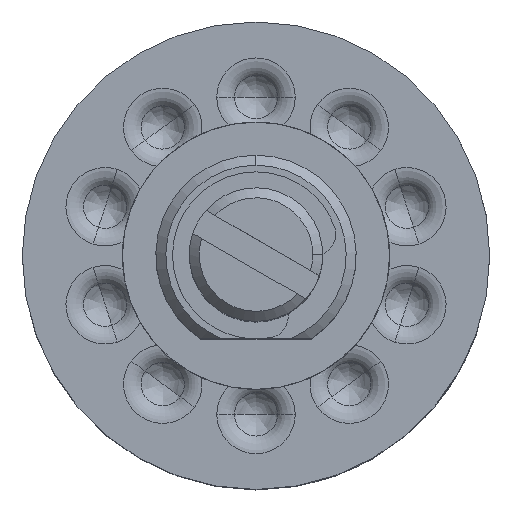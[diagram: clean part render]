
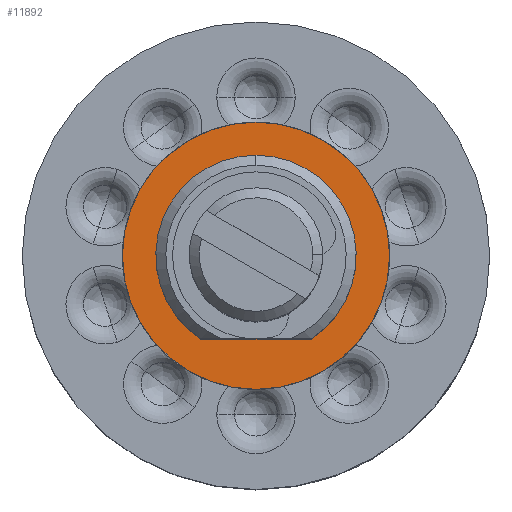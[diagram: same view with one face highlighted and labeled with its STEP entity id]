
A CAD part, top view. The second image highlights one B-rep face of the part: STEP entity #11892.
In plain terms, the highlighted planar face has unit normal (0, 0, 1).
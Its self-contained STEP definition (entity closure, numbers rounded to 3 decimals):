
#31 = CARTESIAN_POINT ( 'NONE',  ( -1.658, -2.5, 0. ) ) ;
#67 = DIRECTION ( 'NONE',  ( 0., -1., 0. ) ) ;
#487 = ORIENTED_EDGE ( 'NONE', *, *, #15617, .F. ) ;
#528 = DIRECTION ( 'NONE',  ( 0., -1., 0. ) ) ;
#625 = CARTESIAN_POINT ( 'NONE',  ( 1.658, -2.5, 0. ) ) ;
#819 = CARTESIAN_POINT ( 'NONE',  ( 0., 0., 0. ) ) ;
#888 = ORIENTED_EDGE ( 'NONE', *, *, #13361, .T. ) ;
#2012 = DIRECTION ( 'NONE',  ( 0., 0., 1. ) ) ;
#2139 = VERTEX_POINT ( 'NONE', #15429 ) ;
#2174 = CARTESIAN_POINT ( 'NONE',  ( 0., 0., 0. ) ) ;
#2675 = CIRCLE ( 'NONE', #10760, 4. ) ;
#3084 = DIRECTION ( 'NONE',  ( 0., 0., 1. ) ) ;
#3110 = VERTEX_POINT ( 'NONE', #13153 ) ;
#3618 = AXIS2_PLACEMENT_3D ( 'NONE', #2174, #4886, #12306 ) ;
#4047 = ORIENTED_EDGE ( 'NONE', *, *, #5018, .T. ) ;
#4319 = EDGE_CURVE ( 'NONE', #3110, #12102, #9421, .T. ) ;
#4886 = DIRECTION ( 'NONE',  ( 0., 0., 1. ) ) ;
#4920 = LINE ( 'NONE', #15389, #6278 ) ;
#4943 = CARTESIAN_POINT ( 'NONE',  ( 0., 0., 0. ) ) ;
#5018 = EDGE_CURVE ( 'NONE', #12102, #3110, #2675, .T. ) ;
#5781 = AXIS2_PLACEMENT_3D ( 'NONE', #6542, #12922, #14047 ) ;
#5782 = FACE_BOUND ( 'NONE', #8084, .T. ) ;
#6278 = VECTOR ( 'NONE', #7754, 1000. ) ;
#6542 = CARTESIAN_POINT ( 'NONE',  ( 0., 0., 0. ) ) ;
#6587 = FACE_OUTER_BOUND ( 'NONE', #14196, .T. ) ;
#7754 = DIRECTION ( 'NONE',  ( -1., 0., 0. ) ) ;
#8065 = CARTESIAN_POINT ( 'NONE',  ( 0., 0., 0. ) ) ;
#8084 = EDGE_LOOP ( 'NONE', ( #11395, #888, #487 ) ) ;
#8398 = EDGE_CURVE ( 'NONE', #14533, #2139, #16362, .T. ) ;
#8460 = PLANE ( 'NONE',  #3618 ) ;
#9421 = CIRCLE ( 'NONE', #15542, 4. ) ;
#10274 = ORIENTED_EDGE ( 'NONE', *, *, #4319, .T. ) ;
#10760 = AXIS2_PLACEMENT_3D ( 'NONE', #8065, #3084, #528 ) ;
#11025 = DIRECTION ( 'NONE',  ( 0., -1., 0. ) ) ;
#11395 = ORIENTED_EDGE ( 'NONE', *, *, #8398, .F. ) ;
#11892 = ADVANCED_FACE ( 'NONE', ( #5782, #6587 ), #8460, .T. ) ;
#12102 = VERTEX_POINT ( 'NONE', #12904 ) ;
#12306 = DIRECTION ( 'NONE',  ( 0., -1., 0. ) ) ;
#12904 = CARTESIAN_POINT ( 'NONE',  ( 0., 4., 0. ) ) ;
#12922 = DIRECTION ( 'NONE',  ( 0., 0., 1. ) ) ;
#13151 = CIRCLE ( 'NONE', #5781, 3. ) ;
#13153 = CARTESIAN_POINT ( 'NONE',  ( 0., -4., 0. ) ) ;
#13361 = EDGE_CURVE ( 'NONE', #14533, #15557, #4920, .T. ) ;
#13821 = DIRECTION ( 'NONE',  ( 0., 0., 1. ) ) ;
#14047 = DIRECTION ( 'NONE',  ( 0., -1., 0. ) ) ;
#14196 = EDGE_LOOP ( 'NONE', ( #4047, #10274 ) ) ;
#14533 = VERTEX_POINT ( 'NONE', #625 ) ;
#15247 = AXIS2_PLACEMENT_3D ( 'NONE', #819, #2012, #11025 ) ;
#15389 = CARTESIAN_POINT ( 'NONE',  ( 0., -2.5, 0. ) ) ;
#15429 = CARTESIAN_POINT ( 'NONE',  ( 0., 3., 0. ) ) ;
#15542 = AXIS2_PLACEMENT_3D ( 'NONE', #4943, #13821, #67 ) ;
#15557 = VERTEX_POINT ( 'NONE', #31 ) ;
#15617 = EDGE_CURVE ( 'NONE', #2139, #15557, #13151, .T. ) ;
#16362 = CIRCLE ( 'NONE', #15247, 3. ) ;
